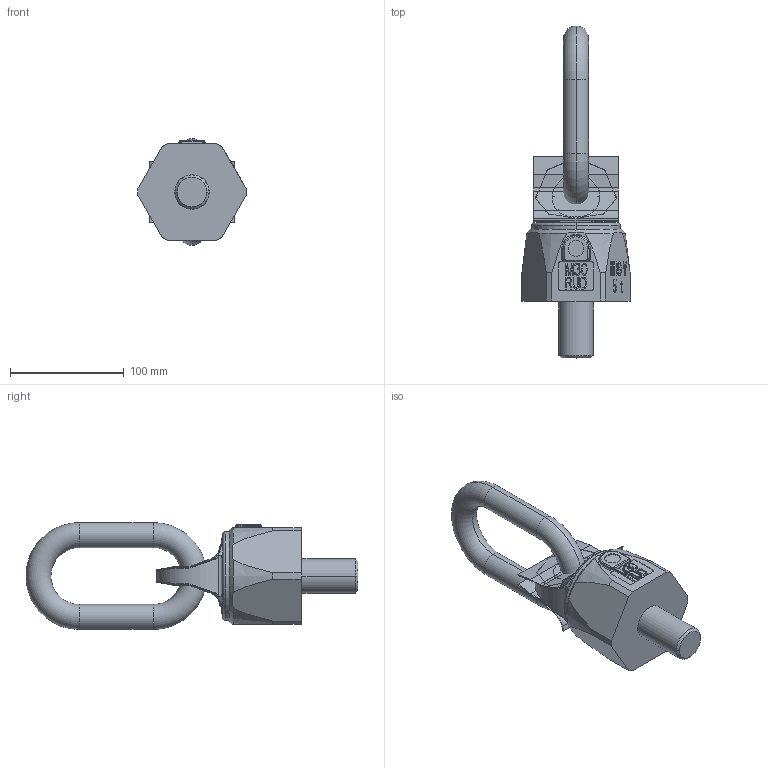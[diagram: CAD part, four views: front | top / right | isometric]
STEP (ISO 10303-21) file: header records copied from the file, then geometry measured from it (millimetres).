
FILE_DESCRIPTION((''),'2;1');
FILE_NAME('001-M31713-P-1_ASM','2004-10-07T',('Haas'),(''),'PRO/ENGINEER BY PARAMETRIC TECHNOLOGY CORPORATION, 2003450','PRO/ENGINEER BY PARAMETRIC TECHNOLOGY CORPORATION, 2003450','');
FILE_SCHEMA(('CONFIG_CONTROL_DESIGN'));
Length unit declared in the file: millimetre
Products named in the file (5): 001-M31713-P-1; 001-M31713-P-4; 001-M31713-P-2; 001-M31713-P-3; 001-M31713-P-1_ASM
Assembly tree (4 placements, depth 2):
  001-M31713-P-1_ASM
    001-M31713-P-1
    001-M31713-P-4
    001-M31713-P-2
    001-M31713-P-3
Bounding box: 95 x 291.88 x 94 mm (x, y, z)
Volume: 621474.4 mm3; surface area: 120955.4 mm2
Topology: 4 solids, 8 shells, 688 faces, 1852 edges, 1196 vertices
Faces by surface type: plane 485, cylinder 80, bspline 64, torus 28, cone 27, sphere 4
Entity records: 24376 total; most frequent: CARTESIAN_POINT 7594, ORIENTED_EDGE 3648, DIRECTION 3110, EDGE_CURVE 1852, VECTOR 1394, LINE 1394, VERTEX_POINT 1196, AXIS2_PLACEMENT_3D 858
